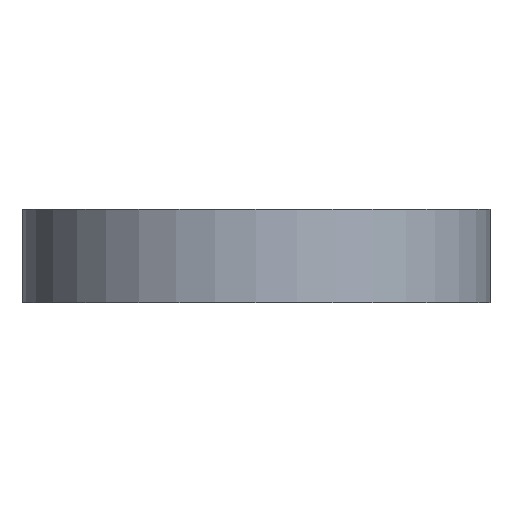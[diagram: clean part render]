
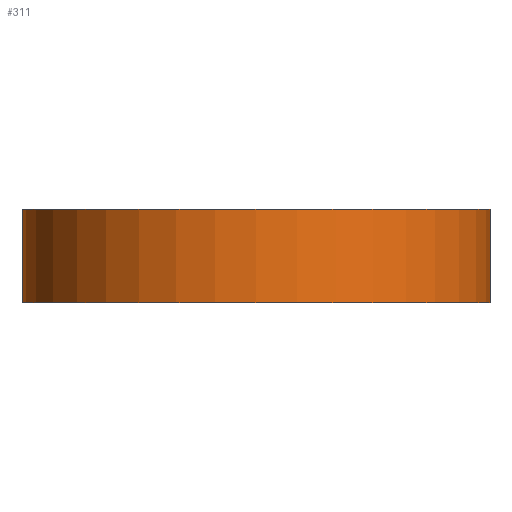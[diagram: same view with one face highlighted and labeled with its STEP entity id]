
A CAD part, front view. The second image highlights one B-rep face of the part: STEP entity #311.
In plain terms, the highlighted cylindrical face has radius 5 mm (diameter 10 mm), a partial arc.
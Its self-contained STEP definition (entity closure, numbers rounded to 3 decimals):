
#3 = CIRCLE ( 'NONE', #140, 5. ) ;
#17 = CARTESIAN_POINT ( 'NONE',  ( -5., -72.5, 2. ) ) ;
#23 = CYLINDRICAL_SURFACE ( 'NONE', #214, 5. ) ;
#42 = AXIS2_PLACEMENT_3D ( 'NONE', #51, #240, #349 ) ;
#50 = CARTESIAN_POINT ( 'NONE',  ( 0., -72.5, 2. ) ) ;
#51 = CARTESIAN_POINT ( 'NONE',  ( 0., -72.5, 2. ) ) ;
#54 = VECTOR ( 'NONE', #59, 1000. ) ;
#57 = EDGE_CURVE ( 'NONE', #258, #225, #3, .T. ) ;
#59 = DIRECTION ( 'NONE',  ( 0., 0., -1. ) ) ;
#60 = ORIENTED_EDGE ( 'NONE', *, *, #152, .F. ) ;
#78 = CIRCLE ( 'NONE', #42, 5. ) ;
#80 = DIRECTION ( 'NONE',  ( 0., 0., -1. ) ) ;
#92 = VERTEX_POINT ( 'NONE', #17 ) ;
#108 = CARTESIAN_POINT ( 'NONE',  ( 5., -72.5, 2. ) ) ;
#116 = ORIENTED_EDGE ( 'NONE', *, *, #57, .T. ) ;
#121 = CARTESIAN_POINT ( 'NONE',  ( 0., -72.5, 0. ) ) ;
#140 = AXIS2_PLACEMENT_3D ( 'NONE', #121, #203, #314 ) ;
#141 = VERTEX_POINT ( 'NONE', #350 ) ;
#152 = EDGE_CURVE ( 'NONE', #92, #141, #78, .T. ) ;
#158 = DIRECTION ( 'NONE',  ( 0., 0., -1. ) ) ;
#168 = EDGE_LOOP ( 'NONE', ( #116, #277, #60, #179 ) ) ;
#179 = ORIENTED_EDGE ( 'NONE', *, *, #199, .T. ) ;
#186 = CARTESIAN_POINT ( 'NONE',  ( 5., -72.5, 0. ) ) ;
#199 = EDGE_CURVE ( 'NONE', #92, #258, #215, .T. ) ;
#203 = DIRECTION ( 'NONE',  ( 0., 0., 1. ) ) ;
#214 = AXIS2_PLACEMENT_3D ( 'NONE', #50, #158, #220 ) ;
#215 = LINE ( 'NONE', #325, #268 ) ;
#220 = DIRECTION ( 'NONE',  ( -1., 0., 0. ) ) ;
#225 = VERTEX_POINT ( 'NONE', #186 ) ;
#240 = DIRECTION ( 'NONE',  ( 0., 0., 1. ) ) ;
#258 = VERTEX_POINT ( 'NONE', #332 ) ;
#268 = VECTOR ( 'NONE', #80, 1000. ) ;
#277 = ORIENTED_EDGE ( 'NONE', *, *, #300, .F. ) ;
#294 = FACE_OUTER_BOUND ( 'NONE', #168, .T. ) ;
#300 = EDGE_CURVE ( 'NONE', #141, #225, #331, .T. ) ;
#311 = ADVANCED_FACE ( 'NONE', ( #294 ), #23, .T. ) ;
#314 = DIRECTION ( 'NONE',  ( 1., 0., 0. ) ) ;
#325 = CARTESIAN_POINT ( 'NONE',  ( -5., -72.5, 2. ) ) ;
#331 = LINE ( 'NONE', #108, #54 ) ;
#332 = CARTESIAN_POINT ( 'NONE',  ( -5., -72.5, 0. ) ) ;
#349 = DIRECTION ( 'NONE',  ( 1., 0., 0. ) ) ;
#350 = CARTESIAN_POINT ( 'NONE',  ( 5., -72.5, 2. ) ) ;
